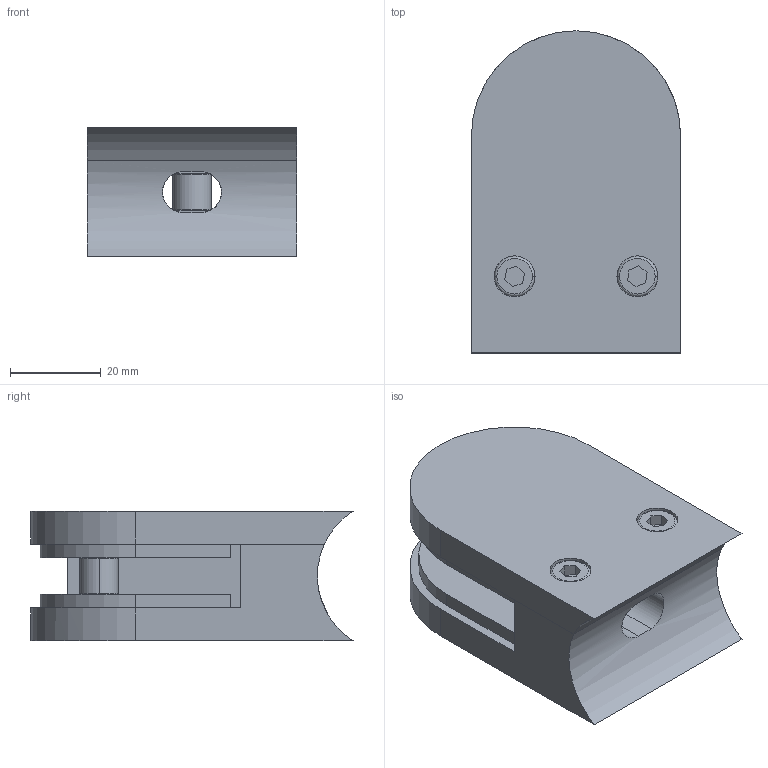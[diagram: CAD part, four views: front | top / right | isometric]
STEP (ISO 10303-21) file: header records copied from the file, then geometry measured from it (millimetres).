
FILE_DESCRIPTION (( 'STEP AP203' ), '1' );
FILE_NAME ('3D_GG4012_33.7x8_188758290.STEP', '2024-11-02T08:18:55', ( '' ), ( '' ), 'SwSTEP 2.0', 'SolidWorks 2023', '' );
FILE_SCHEMA (( 'CONFIG_CONTROL_DESIGN' ));
Length unit declared in the file: millimetre
Products named in the file (1): 3D_GG4012_33.7x8_188758290
Bounding box: 46 x 70.86 x 28.5 mm (x, y, z)
Volume: 62136 mm3; surface area: 27928.8 mm2
Topology: 7 solids, 7 shells, 117 faces, 259 edges, 170 vertices
Faces by surface type: plane 61, cylinder 48, torus 4, cone 4
Entity records: 3403 total; most frequent: CARTESIAN_POINT 613, DIRECTION 600, ORIENTED_EDGE 518, EDGE_CURVE 259, AXIS2_PLACEMENT_3D 225, VERTEX_POINT 170, VECTOR 150, LINE 150
